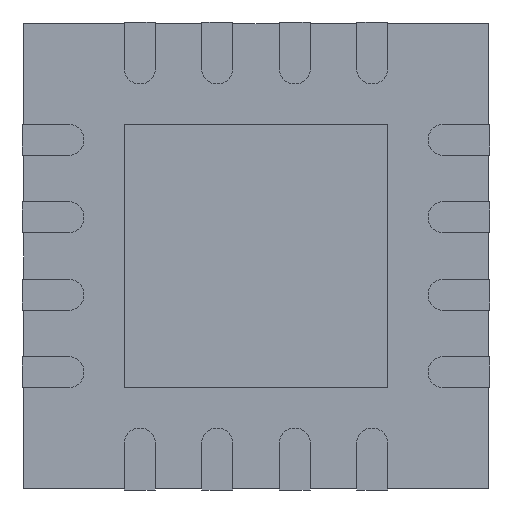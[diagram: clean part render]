
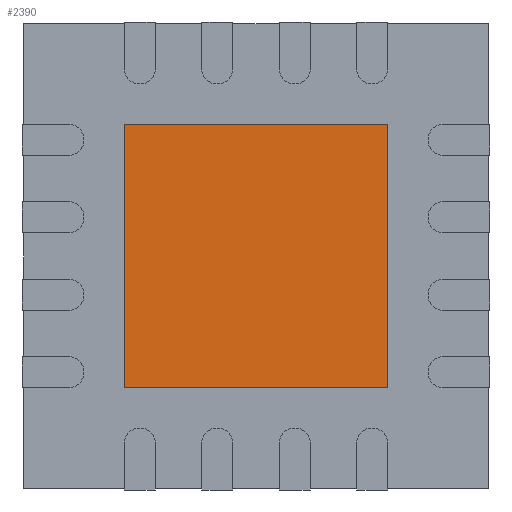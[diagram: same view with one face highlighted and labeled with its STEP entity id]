
A CAD part, front view. The second image highlights one B-rep face of the part: STEP entity #2390.
In plain terms, the highlighted planar face has unit normal (0, -1, 0).
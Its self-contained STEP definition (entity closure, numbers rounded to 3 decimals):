
#697 = CARTESIAN_POINT ( 'NONE',  ( 0.85, -0.05, 0.85 ) ) ;
#1312 = CARTESIAN_POINT ( 'NONE',  ( -0.85, -0.05, 0.85 ) ) ;
#2078 = ORIENTED_EDGE ( 'NONE', *, *, #10562, .T. ) ;
#2390 = ADVANCED_FACE ( 'NONE', ( #11840 ), #2471, .F. ) ;
#2471 = PLANE ( 'NONE',  #6336 ) ;
#3066 = LINE ( 'NONE', #1312, #8790 ) ;
#3930 = EDGE_CURVE ( 'NONE', #8106, #18953, #4755, .T. ) ;
#4338 = VERTEX_POINT ( 'NONE', #697 ) ;
#4755 = LINE ( 'NONE', #6094, #17184 ) ;
#5993 = DIRECTION ( 'NONE',  ( 1., 0., 0. ) ) ;
#6094 = CARTESIAN_POINT ( 'NONE',  ( -0.85, -0.05, -0.85 ) ) ;
#6225 = VERTEX_POINT ( 'NONE', #19937 ) ;
#6336 = AXIS2_PLACEMENT_3D ( 'NONE', #18151, #14849, #7414 ) ;
#6372 = VECTOR ( 'NONE', #19129, 1000. ) ;
#6432 = ORIENTED_EDGE ( 'NONE', *, *, #3930, .T. ) ;
#6639 = CARTESIAN_POINT ( 'NONE',  ( 0.85, -0.05, -0.85 ) ) ;
#7033 = LINE ( 'NONE', #19606, #9654 ) ;
#7353 = EDGE_CURVE ( 'NONE', #18953, #4338, #8293, .T. ) ;
#7414 = DIRECTION ( 'NONE',  ( 0., 0., 1. ) ) ;
#7894 = EDGE_CURVE ( 'NONE', #6225, #8106, #7033, .T. ) ;
#8106 = VERTEX_POINT ( 'NONE', #18882 ) ;
#8293 = LINE ( 'NONE', #12828, #6372 ) ;
#8790 = VECTOR ( 'NONE', #9349, 1000. ) ;
#9349 = DIRECTION ( 'NONE',  ( -1., 0., 0. ) ) ;
#9654 = VECTOR ( 'NONE', #20324, 1000. ) ;
#10562 = EDGE_CURVE ( 'NONE', #4338, #6225, #3066, .T. ) ;
#10572 = ORIENTED_EDGE ( 'NONE', *, *, #7353, .T. ) ;
#11840 = FACE_OUTER_BOUND ( 'NONE', #18225, .T. ) ;
#12828 = CARTESIAN_POINT ( 'NONE',  ( 0.85, -0.05, -0.85 ) ) ;
#14784 = ORIENTED_EDGE ( 'NONE', *, *, #7894, .T. ) ;
#14849 = DIRECTION ( 'NONE',  ( 0., 1., 0. ) ) ;
#17184 = VECTOR ( 'NONE', #5993, 1000. ) ;
#18151 = CARTESIAN_POINT ( 'NONE',  ( 0., -0.05, 0. ) ) ;
#18225 = EDGE_LOOP ( 'NONE', ( #14784, #6432, #10572, #2078 ) ) ;
#18882 = CARTESIAN_POINT ( 'NONE',  ( -0.85, -0.05, -0.85 ) ) ;
#18953 = VERTEX_POINT ( 'NONE', #6639 ) ;
#19129 = DIRECTION ( 'NONE',  ( 0., 0., 1. ) ) ;
#19606 = CARTESIAN_POINT ( 'NONE',  ( -0.85, -0.05, -0.85 ) ) ;
#19937 = CARTESIAN_POINT ( 'NONE',  ( -0.85, -0.05, 0.85 ) ) ;
#20324 = DIRECTION ( 'NONE',  ( 0., 0., -1. ) ) ;
